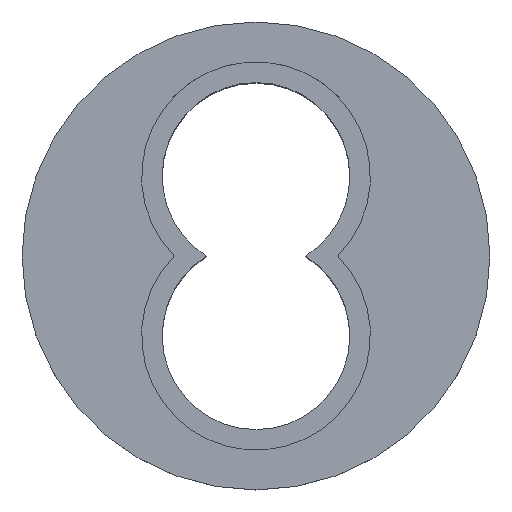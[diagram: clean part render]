
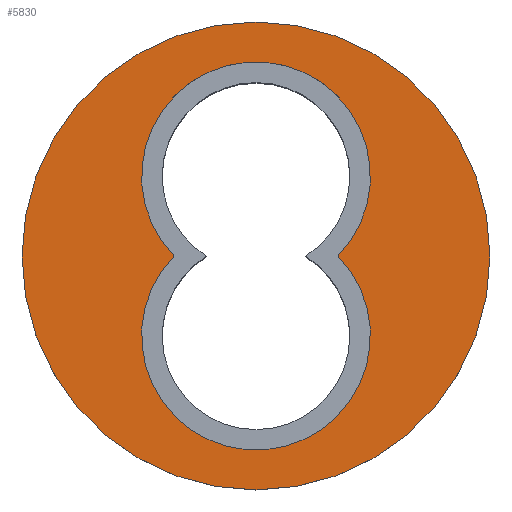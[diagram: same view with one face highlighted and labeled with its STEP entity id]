
A CAD part, top view. The second image highlights one B-rep face of the part: STEP entity #5830.
In plain terms, the highlighted planar face has unit normal (0, 0, 1).
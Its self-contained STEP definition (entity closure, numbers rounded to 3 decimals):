
#5077 = CYLINDRICAL_SURFACE('',#5078,346.);
#5078 = AXIS2_PLACEMENT_3D('',#5079,#5080,#5081);
#5079 = CARTESIAN_POINT('',(0.,240.95,1704.));
#5080 = DIRECTION('',(0.,0.,1.));
#5081 = DIRECTION('',(1.,0.,0.));
#5104 = CYLINDRICAL_SURFACE('',#5105,346.);
#5105 = AXIS2_PLACEMENT_3D('',#5106,#5107,#5108);
#5106 = CARTESIAN_POINT('',(0.,-240.95,1704.));
#5107 = DIRECTION('',(0.,0.,1.));
#5108 = DIRECTION('',(1.,0.,0.));
#5525 = EDGE_CURVE('',#5526,#5528,#5530,.T.);
#5526 = VERTEX_POINT('',#5527);
#5527 = CARTESIAN_POINT('',(248.312,0.,1700.));
#5528 = VERTEX_POINT('',#5529);
#5529 = CARTESIAN_POINT('',(-248.312,0.,1700.));
#5530 = SURFACE_CURVE('',#5531,(#5536,#5543),.PCURVE_S1.);
#5531 = CIRCLE('',#5532,346.);
#5532 = AXIS2_PLACEMENT_3D('',#5533,#5534,#5535);
#5533 = CARTESIAN_POINT('',(0.,240.95,1700.));
#5534 = DIRECTION('',(0.,0.,1.));
#5535 = DIRECTION('',(1.,0.,-0.));
#5536 = PCURVE('',#5077,#5537);
#5537 = DEFINITIONAL_REPRESENTATION('',(#5538),#5542);
#5538 = LINE('',#5539,#5540);
#5539 = CARTESIAN_POINT('',(0.,-4.));
#5540 = VECTOR('',#5541,1.);
#5541 = DIRECTION('',(1.,0.));
#5542 = ( GEOMETRIC_REPRESENTATION_CONTEXT(2) 
PARAMETRIC_REPRESENTATION_CONTEXT() REPRESENTATION_CONTEXT('2D SPACE',''
  ) );
#5543 = PCURVE('',#5544,#5549);
#5544 = PLANE('',#5545);
#5545 = AXIS2_PLACEMENT_3D('',#5546,#5547,#5548);
#5546 = CARTESIAN_POINT('',(0.,0.,
    1700.));
#5547 = DIRECTION('',(0.,0.,1.));
#5548 = DIRECTION('',(1.,0.,-0.));
#5549 = DEFINITIONAL_REPRESENTATION('',(#5550),#5554);
#5550 = CIRCLE('',#5551,346.);
#5551 = AXIS2_PLACEMENT_2D('',#5552,#5553);
#5552 = CARTESIAN_POINT('',(0.,240.95));
#5553 = DIRECTION('',(1.,0.));
#5554 = ( GEOMETRIC_REPRESENTATION_CONTEXT(2) 
PARAMETRIC_REPRESENTATION_CONTEXT() REPRESENTATION_CONTEXT('2D SPACE',''
  ) );
#5600 = EDGE_CURVE('',#5528,#5526,#5601,.T.);
#5601 = SURFACE_CURVE('',#5602,(#5607,#5614),.PCURVE_S1.);
#5602 = CIRCLE('',#5603,346.);
#5603 = AXIS2_PLACEMENT_3D('',#5604,#5605,#5606);
#5604 = CARTESIAN_POINT('',(0.,-240.95,1700.));
#5605 = DIRECTION('',(0.,0.,1.));
#5606 = DIRECTION('',(1.,0.,-0.));
#5607 = PCURVE('',#5104,#5608);
#5608 = DEFINITIONAL_REPRESENTATION('',(#5609),#5613);
#5609 = LINE('',#5610,#5611);
#5610 = CARTESIAN_POINT('',(0.,-4.));
#5611 = VECTOR('',#5612,1.);
#5612 = DIRECTION('',(1.,0.));
#5613 = ( GEOMETRIC_REPRESENTATION_CONTEXT(2) 
PARAMETRIC_REPRESENTATION_CONTEXT() REPRESENTATION_CONTEXT('2D SPACE',''
  ) );
#5614 = PCURVE('',#5544,#5615);
#5615 = DEFINITIONAL_REPRESENTATION('',(#5616),#5620);
#5616 = CIRCLE('',#5617,346.);
#5617 = AXIS2_PLACEMENT_2D('',#5618,#5619);
#5618 = CARTESIAN_POINT('',(0.,-240.95));
#5619 = DIRECTION('',(1.,0.));
#5620 = ( GEOMETRIC_REPRESENTATION_CONTEXT(2) 
PARAMETRIC_REPRESENTATION_CONTEXT() REPRESENTATION_CONTEXT('2D SPACE',''
  ) );
#5668 = CYLINDRICAL_SURFACE('',#5669,707.5);
#5669 = AXIS2_PLACEMENT_3D('',#5670,#5671,#5672);
#5670 = CARTESIAN_POINT('',(0.,0.,1646.));
#5671 = DIRECTION('',(-0.,-0.,-1.));
#5672 = DIRECTION('',(1.,0.,0.));
#5830 = ADVANCED_FACE('',(#5831,#5857),#5544,.T.);
#5831 = FACE_BOUND('',#5832,.T.);
#5832 = EDGE_LOOP('',(#5833));
#5833 = ORIENTED_EDGE('',*,*,#5834,.T.);
#5834 = EDGE_CURVE('',#5835,#5835,#5837,.T.);
#5835 = VERTEX_POINT('',#5836);
#5836 = CARTESIAN_POINT('',(707.5,0.,1700.));
#5837 = SURFACE_CURVE('',#5838,(#5843,#5850),.PCURVE_S1.);
#5838 = CIRCLE('',#5839,707.5);
#5839 = AXIS2_PLACEMENT_3D('',#5840,#5841,#5842);
#5840 = CARTESIAN_POINT('',(0.,0.,1700.));
#5841 = DIRECTION('',(0.,0.,1.));
#5842 = DIRECTION('',(1.,0.,0.));
#5843 = PCURVE('',#5544,#5844);
#5844 = DEFINITIONAL_REPRESENTATION('',(#5845),#5849);
#5845 = CIRCLE('',#5846,707.5);
#5846 = AXIS2_PLACEMENT_2D('',#5847,#5848);
#5847 = CARTESIAN_POINT('',(0.,0.));
#5848 = DIRECTION('',(1.,0.));
#5849 = ( GEOMETRIC_REPRESENTATION_CONTEXT(2) 
PARAMETRIC_REPRESENTATION_CONTEXT() REPRESENTATION_CONTEXT('2D SPACE',''
  ) );
#5850 = PCURVE('',#5668,#5851);
#5851 = DEFINITIONAL_REPRESENTATION('',(#5852),#5856);
#5852 = LINE('',#5853,#5854);
#5853 = CARTESIAN_POINT('',(-0.,-54.));
#5854 = VECTOR('',#5855,1.);
#5855 = DIRECTION('',(-1.,0.));
#5856 = ( GEOMETRIC_REPRESENTATION_CONTEXT(2) 
PARAMETRIC_REPRESENTATION_CONTEXT() REPRESENTATION_CONTEXT('2D SPACE',''
  ) );
#5857 = FACE_BOUND('',#5858,.T.);
#5858 = EDGE_LOOP('',(#5859,#5860));
#5859 = ORIENTED_EDGE('',*,*,#5525,.F.);
#5860 = ORIENTED_EDGE('',*,*,#5600,.F.);
